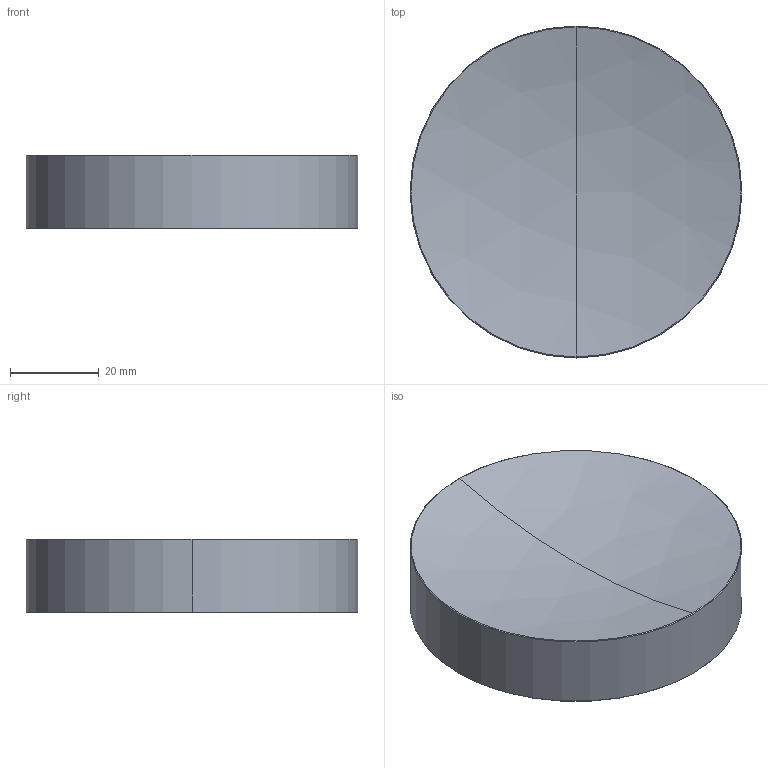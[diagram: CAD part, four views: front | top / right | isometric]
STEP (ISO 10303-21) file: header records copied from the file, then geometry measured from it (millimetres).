
FILE_DESCRIPTION (( 'STEP AP214' ), '1' );
FILE_NAME ('17590-E0W.STEP', '2010-10-29T14:14:35', ( 'Admin' ), ( 'Thorlabs, Inc.' ), 'SwSTEP 2.0', 'SolidWorks 2009', '' );
FILE_SCHEMA (( 'AUTOMOTIVE_DESIGN' ));
Length unit declared in the file: inch
Products named in the file (1): 17590-E0W
Bounding box: 75 x 75 x 16.71 mm (x, y, z)
Volume: 63469.9 mm3; surface area: 12792.6 mm2
Topology: 1 solids, 1 shells, 272 faces, 720 edges, 479 vertices
Faces by surface type: plane 154, bspline 110, cone 4, sphere 2, cylinder 2
Entity records: 21792 total; most frequent: CARTESIAN_POINT 12206, ORIENTED_EDGE 1440, DIRECTION 838, EDGE_CURVE 720, LINE 488, VECTOR 488, VERTEX_POINT 479, EDGE_LOOP 301
